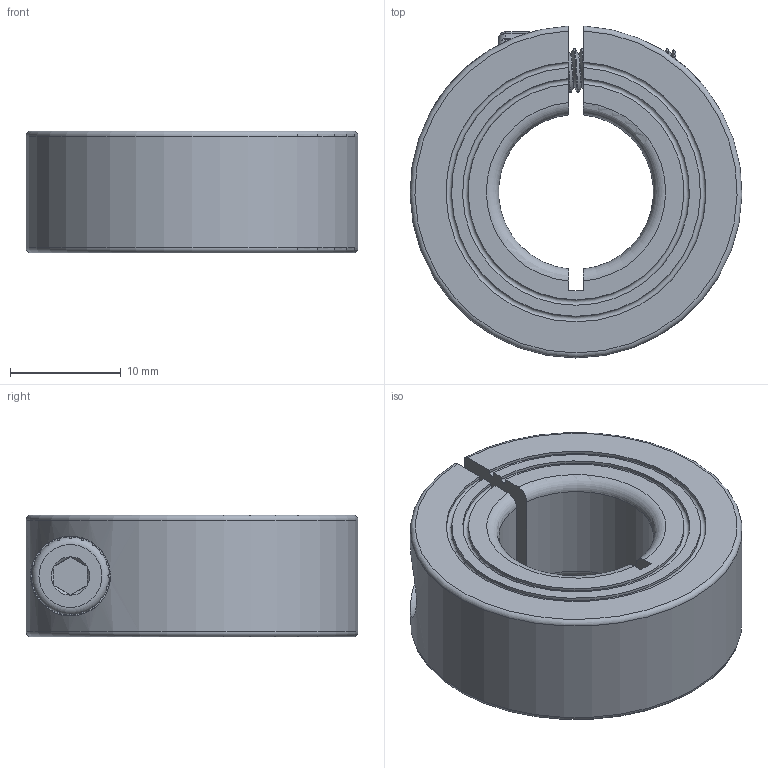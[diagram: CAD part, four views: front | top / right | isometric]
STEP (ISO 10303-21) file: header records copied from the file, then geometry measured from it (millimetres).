
FILE_DESCRIPTION(/* description */ ('Clamping Shaft Collar'),/* implementation_level */ '2;1');
FILE_NAME(/* name */ '57445K414_Clamping Shaft Collar v2.step',/* time_stamp */ '2025-10-23T12:46:01-04:00',/* author */ (''),/* organization */ (''),/* preprocessor_version */ 'ST-DEVELOPER v20.1',/* originating_system */ 'Autodesk Translation Framework v14.17.0.0',/* authorisation */ '');
FILE_SCHEMA (('AUTOMOTIVE_DESIGN { 1 0 10303 214 3 1 1 }'));
Length unit declared in the file: inch
Products named in the file (1): 57445K414
Bounding box: 29.99 x 29.99 x 11 mm (x, y, z)
Volume: 5724.8 mm3; surface area: 3506.7 mm2
Topology: 2 solids, 2 shells, 173 faces, 486 edges, 319 vertices
Faces by surface type: cylinder 121, plane 20, bspline 14, torus 9, cone 9
Full cylindrical faces by diameter (mm): 3.091 x10, 4 x27, 6.563 x1, 7.219 x1
Entity records: 18529 total; most frequent: CARTESIAN_POINT 14579, ORIENTED_EDGE 972, DIRECTION 654, EDGE_CURVE 486, VERTEX_POINT 319, AXIS2_PLACEMENT_3D 254, EDGE_LOOP 181, FACE_OUTER_BOUND 173
